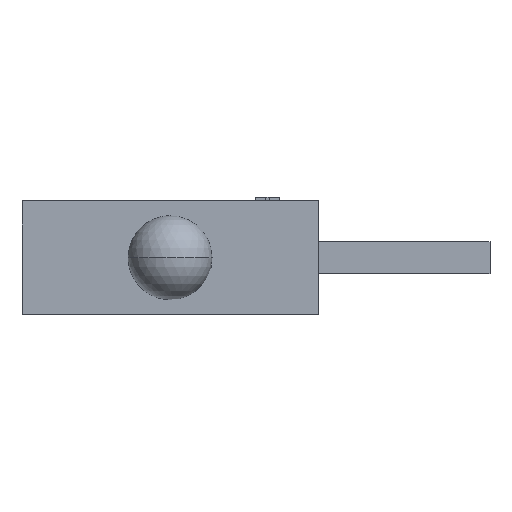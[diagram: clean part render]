
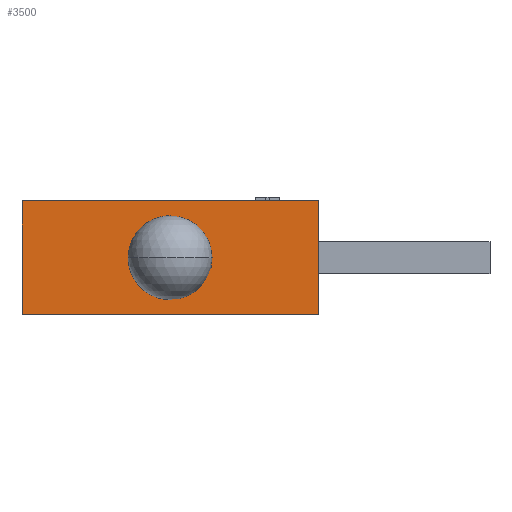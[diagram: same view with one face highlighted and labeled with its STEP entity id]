
A CAD part, left-side view. The second image highlights one B-rep face of the part: STEP entity #3500.
In plain terms, the highlighted planar face has unit normal (-1, 0, 0).
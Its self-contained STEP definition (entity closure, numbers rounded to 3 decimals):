
#1860 = FACE_BOUND ( 'NONE', #9559, .T. ) ;
#1862 = FACE_OUTER_BOUND ( 'NONE', #9554, .T. ) ;
#1867 = AXIS2_PLACEMENT_3D ( 'NONE', #4336, #4337, #4338 ) ;
#2026 = AXIS2_PLACEMENT_3D ( 'NONE', #5295, #5317, #5318 ) ;
#2028 = VECTOR ( 'NONE', #5322, 1000. ) ;
#2030 = VECTOR ( 'NONE', #5328, 1000. ) ;
#2033 = VECTOR ( 'NONE', #5337, 1000. ) ;
#2742 = LINE ( 'NONE', #2743, #12247 ) ;
#2743 = CARTESIAN_POINT ( 'NONE',  ( -2.54, -3.175, 1.22 ) ) ;
#2744 = DIRECTION ( 'NONE',  ( 0., 0., -1. ) ) ;
#3500 = ADVANCED_FACE ( 'NONE', ( #1862, #1860 ), #4335, .F. ) ;
#3716 = EDGE_CURVE ( 'NONE', #9816, #9810, #2742, .T. ) ;
#4335 = PLANE ( 'NONE',  #1867 ) ;
#4336 = CARTESIAN_POINT ( 'NONE',  ( -2.54, -6.467, 1.22 ) ) ;
#4337 = DIRECTION ( 'NONE',  ( 1., 0., 0. ) ) ;
#4338 = DIRECTION ( 'NONE',  ( 0., 1., 0. ) ) ;
#4810 = CIRCLE ( 'NONE', #2026, 0.867 ) ;
#4811 = CIRCLE ( 'NONE', #10816, 0.867 ) ;
#5295 = CARTESIAN_POINT ( 'NONE',  ( -2.54, 0., 0. ) ) ;
#5317 = DIRECTION ( 'NONE',  ( -1., 0., 0. ) ) ;
#5318 = DIRECTION ( 'NONE',  ( 0., 1., 0. ) ) ;
#5320 = LINE ( 'NONE', #5321, #2028 ) ;
#5321 = CARTESIAN_POINT ( 'NONE',  ( -2.54, 3.175, 1.22 ) ) ;
#5322 = DIRECTION ( 'NONE',  ( 0., 0., -1. ) ) ;
#5326 = LINE ( 'NONE', #5327, #2030 ) ;
#5327 = CARTESIAN_POINT ( 'NONE',  ( -2.54, -6.467, 1.22 ) ) ;
#5328 = DIRECTION ( 'NONE',  ( 0., -1., 0. ) ) ;
#5335 = LINE ( 'NONE', #5336, #2033 ) ;
#5336 = CARTESIAN_POINT ( 'NONE',  ( -2.54, -6.467, -1.22 ) ) ;
#5337 = DIRECTION ( 'NONE',  ( 0., -1., 0. ) ) ;
#5432 = CARTESIAN_POINT ( 'NONE',  ( -2.54, 0., 0. ) ) ;
#5433 = DIRECTION ( 'NONE',  ( -1., 0., 0. ) ) ;
#5434 = DIRECTION ( 'NONE',  ( 0., 1., 0. ) ) ;
#7254 = CARTESIAN_POINT ( 'NONE',  ( -2.54, -3.175, -1.22 ) ) ;
#7260 = CARTESIAN_POINT ( 'NONE',  ( -2.54, -3.175, 1.22 ) ) ;
#7494 = CARTESIAN_POINT ( 'NONE',  ( -2.54, -0.867, 0. ) ) ;
#7496 = CARTESIAN_POINT ( 'NONE',  ( -2.54, 0.867, 0. ) ) ;
#7538 = CARTESIAN_POINT ( 'NONE',  ( -2.54, 3.175, -1.22 ) ) ;
#7577 = CARTESIAN_POINT ( 'NONE',  ( -2.54, 3.175, 1.22 ) ) ;
#8412 = EDGE_CURVE ( 'NONE', #10969, #10967, #4810, .T. ) ;
#8413 = EDGE_CURVE ( 'NONE', #11063, #11024, #5320, .T. ) ;
#8415 = EDGE_CURVE ( 'NONE', #11063, #9816, #5326, .T. ) ;
#8418 = EDGE_CURVE ( 'NONE', #11024, #9810, #5335, .T. ) ;
#8440 = EDGE_CURVE ( 'NONE', #10967, #10969, #4811, .T. ) ;
#9554 = EDGE_LOOP ( 'NONE', ( #11345, #11344, #11343, #11346 ) ) ;
#9559 = EDGE_LOOP ( 'NONE', ( #11371, #11367 ) ) ;
#9810 = VERTEX_POINT ( 'NONE', #7254 ) ;
#9816 = VERTEX_POINT ( 'NONE', #7260 ) ;
#10816 = AXIS2_PLACEMENT_3D ( 'NONE', #5432, #5433, #5434 ) ;
#10967 = VERTEX_POINT ( 'NONE', #7494 ) ;
#10969 = VERTEX_POINT ( 'NONE', #7496 ) ;
#11024 = VERTEX_POINT ( 'NONE', #7538 ) ;
#11063 = VERTEX_POINT ( 'NONE', #7577 ) ;
#11343 = ORIENTED_EDGE ( 'NONE', *, *, #8415, .F. ) ;
#11344 = ORIENTED_EDGE ( 'NONE', *, *, #3716, .F. ) ;
#11345 = ORIENTED_EDGE ( 'NONE', *, *, #8418, .T. ) ;
#11346 = ORIENTED_EDGE ( 'NONE', *, *, #8413, .T. ) ;
#11367 = ORIENTED_EDGE ( 'NONE', *, *, #8440, .F. ) ;
#11371 = ORIENTED_EDGE ( 'NONE', *, *, #8412, .F. ) ;
#12247 = VECTOR ( 'NONE', #2744, 1000. ) ;
